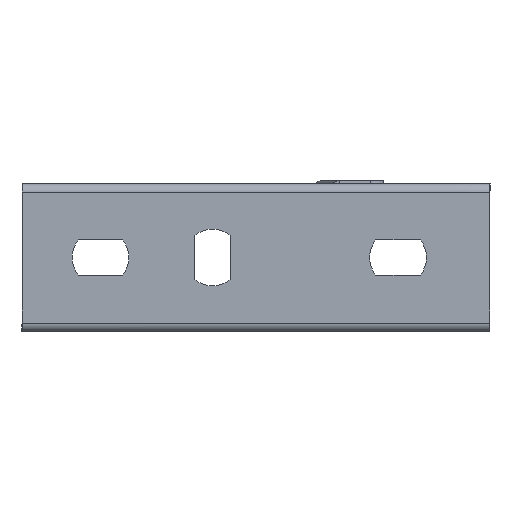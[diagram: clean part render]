
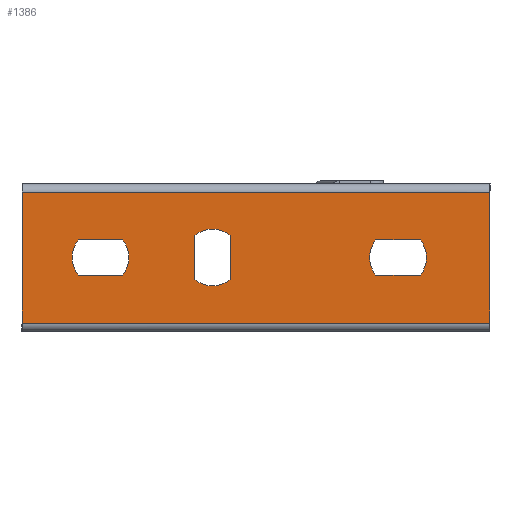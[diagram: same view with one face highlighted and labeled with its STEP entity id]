
A CAD part, left-side view. The second image highlights one B-rep face of the part: STEP entity #1386.
In plain terms, the highlighted planar face has unit normal (-1, 0, 0).
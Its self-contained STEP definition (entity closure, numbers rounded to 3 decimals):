
#91 = VECTOR ( 'NONE', #607, 1000. ) ;
#94 = LINE ( 'NONE', #608, #91 ) ;
#97 = VECTOR ( 'NONE', #619, 1000. ) ;
#100 = LINE ( 'NONE', #634, #97 ) ;
#101 = VECTOR ( 'NONE', #676, 1000. ) ;
#104 = VECTOR ( 'NONE', #668, 1000. ) ;
#107 = LINE ( 'NONE', #671, #104 ) ;
#109 = LINE ( 'NONE', #660, #101 ) ;
#118 = VECTOR ( 'NONE', #752, 1000. ) ;
#119 = LINE ( 'NONE', #780, #118 ) ;
#126 = CIRCLE ( 'NONE', #2308, 8.5 ) ;
#387 = CARTESIAN_POINT ( 'NONE',  ( -2.107, 123.185, 27.357 ) ) ;
#389 = DIRECTION ( 'NONE',  ( 0., -1., 0. ) ) ;
#607 = DIRECTION ( 'NONE',  ( 0., 0., 1. ) ) ;
#608 = CARTESIAN_POINT ( 'NONE',  ( -2.107, 140., -11.712 ) ) ;
#619 = DIRECTION ( 'NONE',  ( 0., 1., 0. ) ) ;
#634 = CARTESIAN_POINT ( 'NONE',  ( -2.107, 50., 41.607 ) ) ;
#651 = DIRECTION ( 'NONE',  ( 0., 0., -1. ) ) ;
#654 = DIRECTION ( 'NONE',  ( 1., 0., 0. ) ) ;
#655 = CARTESIAN_POINT ( 'NONE',  ( -2.107, 116.5, 22.107 ) ) ;
#660 = CARTESIAN_POINT ( 'NONE',  ( -2.107, 50., 2.5 ) ) ;
#668 = DIRECTION ( 'NONE',  ( 0., 0., -1. ) ) ;
#669 = DIRECTION ( 'NONE',  ( 0., -1., 0. ) ) ;
#670 = DIRECTION ( 'NONE',  ( 0., 0., -1. ) ) ;
#671 = CARTESIAN_POINT ( 'NONE',  ( -2.107, 0., 67.107 ) ) ;
#672 = DIRECTION ( 'NONE',  ( 1., 0., 0. ) ) ;
#673 = CARTESIAN_POINT ( 'NONE',  ( -2.107, 27.5, 22.107 ) ) ;
#674 = CARTESIAN_POINT ( 'NONE',  ( -2.107, 34.185, 27.357 ) ) ;
#676 = DIRECTION ( 'NONE',  ( 0., 1., 0. ) ) ;
#693 = DIRECTION ( 'NONE',  ( 0., 1., 0. ) ) ;
#694 = CARTESIAN_POINT ( 'NONE',  ( -2.107, 34.185, 16.857 ) ) ;
#712 = DIRECTION ( 'NONE',  ( 0., 0., -1. ) ) ;
#714 = DIRECTION ( 'NONE',  ( 1., 0., 0. ) ) ;
#715 = CARTESIAN_POINT ( 'NONE',  ( -2.107, 27.5, 22.107 ) ) ;
#752 = DIRECTION ( 'NONE',  ( 0., 0., -1. ) ) ;
#780 = CARTESIAN_POINT ( 'NONE',  ( -2.107, 77.75, 28.792 ) ) ;
#802 = DIRECTION ( 'NONE',  ( 1., 0., 0. ) ) ;
#820 = CARTESIAN_POINT ( 'NONE',  ( -2.107, 83., 22.107 ) ) ;
#823 = DIRECTION ( 'NONE',  ( 0., 1., 0. ) ) ;
#826 = DIRECTION ( 'NONE',  ( 0., 0., -1. ) ) ;
#829 = CARTESIAN_POINT ( 'NONE',  ( -2.107, 116.5, 22.107 ) ) ;
#846 = CARTESIAN_POINT ( 'NONE',  ( -2.107, 88.25, 28.792 ) ) ;
#855 = CARTESIAN_POINT ( 'NONE',  ( -2.107, 123.185, 16.857 ) ) ;
#893 = DIRECTION ( 'NONE',  ( 0., 0., -1. ) ) ;
#895 = CARTESIAN_POINT ( 'NONE',  ( -2.107, 83., 22.107 ) ) ;
#905 = DIRECTION ( 'NONE',  ( 0., 0., 1. ) ) ;
#940 = DIRECTION ( 'NONE',  ( 1., 0., 0. ) ) ;
#943 = DIRECTION ( 'NONE',  ( 1., 0., 0. ) ) ;
#947 = DIRECTION ( 'NONE',  ( 0., 0., -1. ) ) ;
#1137 = AXIS2_PLACEMENT_3D ( 'NONE', #895, #802, #893 ) ;
#1138 = AXIS2_PLACEMENT_3D ( 'NONE', #820, #940, #947 ) ;
#1139 = AXIS2_PLACEMENT_3D ( 'NONE', #829, #943, #826 ) ;
#1189 = AXIS2_PLACEMENT_3D ( 'NONE', #1856, #1861, #1854 ) ;
#1298 = VECTOR ( 'NONE', #389, 1000. ) ;
#1309 = LINE ( 'NONE', #387, #1298 ) ;
#1386 = ADVANCED_FACE ( 'NONE', ( #2714, #2708, #2716, #2709 ), #1855, .F. ) ;
#1545 = CARTESIAN_POINT ( 'NONE',  ( -2.107, 140., 41.607 ) ) ;
#1597 = CARTESIAN_POINT ( 'NONE',  ( -2.107, 140., 2.5 ) ) ;
#1599 = CARTESIAN_POINT ( 'NONE',  ( -2.107, 20.815, 27.357 ) ) ;
#1601 = CARTESIAN_POINT ( 'NONE',  ( -2.107, 20.815, 16.857 ) ) ;
#1603 = CARTESIAN_POINT ( 'NONE',  ( -2.107, 123.185, 27.357 ) ) ;
#1604 = CARTESIAN_POINT ( 'NONE',  ( -2.107, 34.185, 27.357 ) ) ;
#1605 = CARTESIAN_POINT ( 'NONE',  ( -2.107, 109.815, 16.857 ) ) ;
#1607 = CARTESIAN_POINT ( 'NONE',  ( -2.107, 34.185, 16.857 ) ) ;
#1608 = CARTESIAN_POINT ( 'NONE',  ( -2.107, 88.25, 15.422 ) ) ;
#1609 = CARTESIAN_POINT ( 'NONE',  ( -2.107, 123.185, 16.857 ) ) ;
#1610 = CARTESIAN_POINT ( 'NONE',  ( -2.107, 77.75, 28.792 ) ) ;
#1615 = CARTESIAN_POINT ( 'NONE',  ( -2.107, 0., 41.607 ) ) ;
#1617 = CARTESIAN_POINT ( 'NONE',  ( -2.107, 88.25, 28.792 ) ) ;
#1618 = CARTESIAN_POINT ( 'NONE',  ( -2.107, 109.815, 27.357 ) ) ;
#1619 = CARTESIAN_POINT ( 'NONE',  ( -2.107, 77.75, 15.422 ) ) ;
#1623 = CARTESIAN_POINT ( 'NONE',  ( -2.107, 0., 2.5 ) ) ;
#1854 = DIRECTION ( 'NONE',  ( 0., 0., -1. ) ) ;
#1855 = PLANE ( 'NONE',  #1189 ) ;
#1856 = CARTESIAN_POINT ( 'NONE',  ( -2.107, 50., 82.107 ) ) ;
#1861 = DIRECTION ( 'NONE',  ( 1., 0., 0. ) ) ;
#2302 = AXIS2_PLACEMENT_3D ( 'NONE', #655, #654, #651 ) ;
#2304 = AXIS2_PLACEMENT_3D ( 'NONE', #673, #672, #670 ) ;
#2308 = AXIS2_PLACEMENT_3D ( 'NONE', #715, #714, #712 ) ;
#2371 = ORIENTED_EDGE ( 'NONE', *, *, #3404, .F. ) ;
#2372 = ORIENTED_EDGE ( 'NONE', *, *, #3402, .F. ) ;
#2373 = ORIENTED_EDGE ( 'NONE', *, *, #3407, .T. ) ;
#2374 = ORIENTED_EDGE ( 'NONE', *, *, #3410, .F. ) ;
#2375 = ORIENTED_EDGE ( 'NONE', *, *, #3525, .T. ) ;
#2376 = ORIENTED_EDGE ( 'NONE', *, *, #3527, .T. ) ;
#2377 = ORIENTED_EDGE ( 'NONE', *, *, #3510, .T. ) ;
#2378 = ORIENTED_EDGE ( 'NONE', *, *, #3519, .T. ) ;
#2380 = ORIENTED_EDGE ( 'NONE', *, *, #3356, .T. ) ;
#2381 = ORIENTED_EDGE ( 'NONE', *, *, #3362, .T. ) ;
#2382 = ORIENTED_EDGE ( 'NONE', *, *, #3530, .T. ) ;
#2383 = ORIENTED_EDGE ( 'NONE', *, *, #3568, .T. ) ;
#2384 = ORIENTED_EDGE ( 'NONE', *, *, #3380, .T. ) ;
#2385 = ORIENTED_EDGE ( 'NONE', *, *, #3393, .T. ) ;
#2386 = ORIENTED_EDGE ( 'NONE', *, *, #3363, .T. ) ;
#2387 = ORIENTED_EDGE ( 'NONE', *, *, #3376, .T. ) ;
#2667 = VECTOR ( 'NONE', #669, 1000. ) ;
#2670 = CIRCLE ( 'NONE', #2302, 8.5 ) ;
#2673 = CIRCLE ( 'NONE', #2304, 8.5 ) ;
#2674 = LINE ( 'NONE', #674, #2667 ) ;
#2679 = VECTOR ( 'NONE', #693, 1000. ) ;
#2682 = LINE ( 'NONE', #694, #2679 ) ;
#2708 = FACE_BOUND ( 'NONE', #3040, .T. ) ;
#2709 = FACE_BOUND ( 'NONE', #3046, .T. ) ;
#2714 = FACE_OUTER_BOUND ( 'NONE', #3027, .T. ) ;
#2716 = FACE_BOUND ( 'NONE', #3045, .T. ) ;
#2847 = VERTEX_POINT ( 'NONE', #1623 ) ;
#2848 = VERTEX_POINT ( 'NONE', #1617 ) ;
#2851 = VERTEX_POINT ( 'NONE', #1615 ) ;
#2852 = VERTEX_POINT ( 'NONE', #1619 ) ;
#2854 = VERTEX_POINT ( 'NONE', #1618 ) ;
#2857 = VERTEX_POINT ( 'NONE', #1610 ) ;
#2858 = VERTEX_POINT ( 'NONE', #1609 ) ;
#2859 = VERTEX_POINT ( 'NONE', #1608 ) ;
#2860 = VERTEX_POINT ( 'NONE', #1607 ) ;
#2862 = VERTEX_POINT ( 'NONE', #1605 ) ;
#2863 = VERTEX_POINT ( 'NONE', #1604 ) ;
#2864 = VERTEX_POINT ( 'NONE', #1603 ) ;
#2866 = VERTEX_POINT ( 'NONE', #1601 ) ;
#2868 = VERTEX_POINT ( 'NONE', #1599 ) ;
#2869 = VERTEX_POINT ( 'NONE', #1597 ) ;
#2913 = VERTEX_POINT ( 'NONE', #1545 ) ;
#3027 = EDGE_LOOP ( 'NONE', ( #2371, #2372, #2373, #2374 ) ) ;
#3040 = EDGE_LOOP ( 'NONE', ( #2375, #2376, #2377, #2378 ) ) ;
#3045 = EDGE_LOOP ( 'NONE', ( #2380, #2381, #2382, #2383 ) ) ;
#3046 = EDGE_LOOP ( 'NONE', ( #2384, #2385, #2386, #2387 ) ) ;
#3258 = CIRCLE ( 'NONE', #1137, 8.5 ) ;
#3259 = VECTOR ( 'NONE', #905, 1000. ) ;
#3265 = LINE ( 'NONE', #846, #3259 ) ;
#3266 = VECTOR ( 'NONE', #823, 1000. ) ;
#3267 = CIRCLE ( 'NONE', #1138, 8.5 ) ;
#3274 = LINE ( 'NONE', #855, #3266 ) ;
#3279 = CIRCLE ( 'NONE', #1139, 8.5 ) ;
#3356 = EDGE_CURVE ( 'NONE', #2854, #2862, #3279, .T. ) ;
#3362 = EDGE_CURVE ( 'NONE', #2862, #2858, #3274, .T. ) ;
#3363 = EDGE_CURVE ( 'NONE', #2852, #2859, #3267, .T. ) ;
#3376 = EDGE_CURVE ( 'NONE', #2859, #2848, #3265, .T. ) ;
#3380 = EDGE_CURVE ( 'NONE', #2848, #2857, #3258, .T. ) ;
#3393 = EDGE_CURVE ( 'NONE', #2857, #2852, #119, .T. ) ;
#3402 = EDGE_CURVE ( 'NONE', #2851, #2847, #107, .T. ) ;
#3404 = EDGE_CURVE ( 'NONE', #2847, #2869, #109, .T. ) ;
#3407 = EDGE_CURVE ( 'NONE', #2851, #2913, #100, .T. ) ;
#3410 = EDGE_CURVE ( 'NONE', #2869, #2913, #94, .T. ) ;
#3510 = EDGE_CURVE ( 'NONE', #2868, #2866, #126, .T. ) ;
#3519 = EDGE_CURVE ( 'NONE', #2866, #2860, #2682, .T. ) ;
#3525 = EDGE_CURVE ( 'NONE', #2860, #2863, #2673, .T. ) ;
#3527 = EDGE_CURVE ( 'NONE', #2863, #2868, #2674, .T. ) ;
#3530 = EDGE_CURVE ( 'NONE', #2858, #2864, #2670, .T. ) ;
#3568 = EDGE_CURVE ( 'NONE', #2864, #2854, #1309, .T. ) ;
